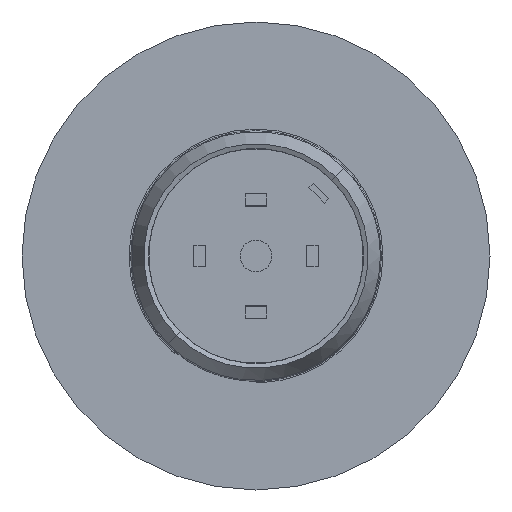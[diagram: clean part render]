
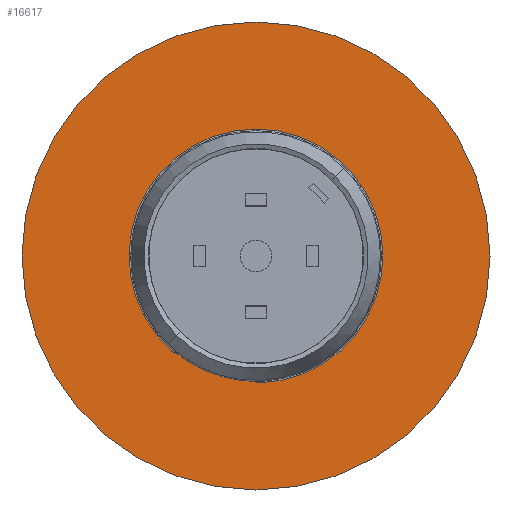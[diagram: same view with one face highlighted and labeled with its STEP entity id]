
A CAD part, front view. The second image highlights one B-rep face of the part: STEP entity #16617.
In plain terms, the highlighted planar face has unit normal (0, -1, 0).
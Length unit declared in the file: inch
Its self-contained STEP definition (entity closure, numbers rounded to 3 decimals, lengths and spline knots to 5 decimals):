
#13931=CARTESIAN_POINT('',(0.,-0.4765,0.));
#13932=DIRECTION('',(0.,1.,0.));
#13933=DIRECTION('',(-0.665,0.,-0.746));
#13934=AXIS2_PLACEMENT_3D('',#13931,#13932,#13933);
#13936=DIRECTION('',(-0.574,0.,-0.819));
#13937=VECTOR('',#13936,0.00403);
#13938=CARTESIAN_POINT('',(-0.20998,-0.4765,-0.2348));
#13939=LINE('',#13938,#13937);
#13940=CARTESIAN_POINT('',(0.,-0.4765,0.));
#13941=DIRECTION('',(0.,-1.,0.));
#13942=DIRECTION('',(-0.667,0.,-0.745));
#13943=AXIS2_PLACEMENT_3D('',#13940,#13941,#13942);
#13945=DIRECTION('',(0.,0.,1.));
#13946=VECTOR('',#13945,0.004);
#13947=CARTESIAN_POINT('',(0.011,-0.4765,-0.31881));
#13948=LINE('',#13947,#13946);
#13949=CARTESIAN_POINT('',(0.,-0.4765,0.));
#13950=DIRECTION('',(0.,-1.,0.));
#13951=DIRECTION('',(-1.,0.,0.));
#13952=AXIS2_PLACEMENT_3D('',#13949,#13950,#13951);
#13962=CARTESIAN_POINT('',(0.,-0.4765,0.));
#13963=DIRECTION('',(0.,1.,0.));
#13964=DIRECTION('',(-1.,0.,0.));
#13965=AXIS2_PLACEMENT_3D('',#13962,#13963,#13964);
#15879=CARTESIAN_POINT('',(-0.588,-0.4765,0.));
#15881=VERTEX_POINT('',#15879);
#15883=CARTESIAN_POINT('',(0.588,-0.4765,0.));
#15885=VERTEX_POINT('',#15883);
#16125=CARTESIAN_POINT('',(-0.21229,-0.4765,-0.2381));
#16126=CARTESIAN_POINT('',(0.011,-0.4765,-0.31881));
#16127=VERTEX_POINT('',#16125);
#16128=VERTEX_POINT('',#16126);
#16129=CARTESIAN_POINT('',(-0.20998,-0.4765,-0.2348));
#16130=VERTEX_POINT('',#16129);
#16131=CARTESIAN_POINT('',(0.011,-0.4765,-0.31481));
#16132=VERTEX_POINT('',#16131);
#16598=CARTESIAN_POINT('',(0.,-0.4765,0.));
#16599=DIRECTION('',(0.,-1.,0.));
#16600=DIRECTION('',(1.,0.,0.));
#16601=AXIS2_PLACEMENT_3D('',#16598,#16599,#16600);
#16602=PLANE('',#16601);
#16604=ORIENTED_EDGE('',*,*,#16603,.F.);
#16606=ORIENTED_EDGE('',*,*,#16605,.T.);
#16607=EDGE_LOOP('',(#16604,#16606));
#16608=FACE_OUTER_BOUND('',#16607,.F.);
#16609=ORIENTED_EDGE('',*,*,#16574,.F.);
#16611=ORIENTED_EDGE('',*,*,#16610,.F.);
#16612=ORIENTED_EDGE('',*,*,#16511,.T.);
#16614=ORIENTED_EDGE('',*,*,#16613,.F.);
#16615=EDGE_LOOP('',(#16609,#16611,#16612,#16614));
#16616=FACE_BOUND('',#16615,.F.);
#16617=ADVANCED_FACE('',(#16608,#16616),#16602,.T.);
#13935=CIRCLE('',#13934,0.319);
#13944=CIRCLE('',#13943,0.315);
#13953=CIRCLE('',#13952,0.588);
#13966=CIRCLE('',#13965,0.588);
#16511=EDGE_CURVE('',#16130,#16132,#13944,.T.);
#16574=EDGE_CURVE('',#16127,#16128,#13935,.T.);
#16603=EDGE_CURVE('',#15881,#15885,#13953,.T.);
#16605=EDGE_CURVE('',#15881,#15885,#13966,.T.);
#16610=EDGE_CURVE('',#16130,#16127,#13939,.T.);
#16613=EDGE_CURVE('',#16128,#16132,#13948,.T.);
